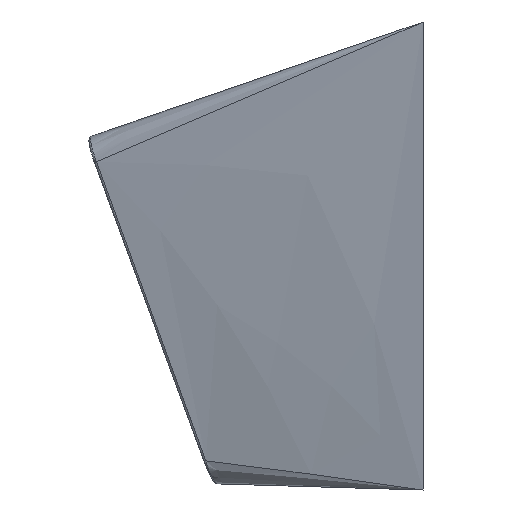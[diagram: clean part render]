
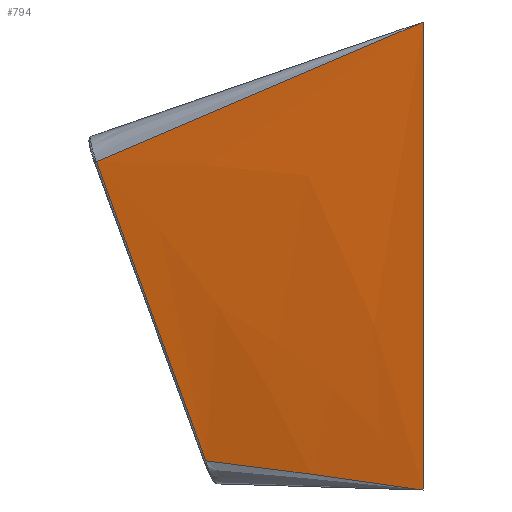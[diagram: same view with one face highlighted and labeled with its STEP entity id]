
A CAD part, left-side view. The second image highlights one B-rep face of the part: STEP entity #794.
In plain terms, the highlighted free-form (B-spline) face has degree [3, 1] with [6, 2] control points.
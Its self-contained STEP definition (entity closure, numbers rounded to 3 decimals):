
#7 = CARTESIAN_POINT ( 'NONE',  ( 1.849, 8.955, 14.196 ) ) ;
#21 = CARTESIAN_POINT ( 'NONE',  ( 2.631, 12.563, 12.625 ) ) ;
#27 = CARTESIAN_POINT ( 'NONE',  ( 0., 0., 18. ) ) ;
#42 = CARTESIAN_POINT ( 'NONE',  ( 0., 0., 0. ) ) ;
#62 = CARTESIAN_POINT ( 'NONE',  ( 2.65, 8.12, 0.241 ) ) ;
#154 = EDGE_CURVE ( 'NONE', #297, #457, #1675, .T. ) ;
#172 = B_SPLINE_SURFACE_WITH_KNOTS ( 'NONE', 3, 1, ( 
 ( #1295, #62 ),
 ( #202, #487 ),
 ( #493, #1446 ),
 ( #621, #774 ),
 ( #927, #1192 ),
 ( #383, #1318 ) ),
 .UNSPECIFIED., .F., .F., .F.,
 ( 4, 2, 4 ),
 ( 2, 2 ),
 ( 0., 0.5, 1. ),
 ( 0., 1. ),
 .UNSPECIFIED. ) ;
#202 = CARTESIAN_POINT ( 'NONE',  ( 0., 0., 3. ) ) ;
#269 = ORIENTED_EDGE ( 'NONE', *, *, #1530, .T. ) ;
#285 = B_SPLINE_CURVE_WITH_KNOTS ( 'NONE', 3,
 ( #1243, #1730, #689, #1752 ),
 .UNSPECIFIED., .F., .F.,
 ( 4, 4 ),
 ( 0.011, 1. ),
 .UNSPECIFIED. ) ;
#297 = VERTEX_POINT ( 'NONE', #1574 ) ;
#360 = CARTESIAN_POINT ( 'NONE',  ( 2.623, 8.358, 1.123 ) ) ;
#383 = CARTESIAN_POINT ( 'NONE',  ( 0., 0., 18. ) ) ;
#434 = ORIENTED_EDGE ( 'NONE', *, *, #660, .T. ) ;
#457 = VERTEX_POINT ( 'NONE', #42 ) ;
#487 = CARTESIAN_POINT ( 'NONE',  ( 2.65, 8.932, 2.455 ) ) ;
#490 = CARTESIAN_POINT ( 'NONE',  ( 2.629, 11.16, 8.792 ) ) ;
#493 = CARTESIAN_POINT ( 'NONE',  ( 0., 0., 6. ) ) ;
#521 = ORIENTED_EDGE ( 'NONE', *, *, #1169, .T. ) ;
#530 = B_SPLINE_CURVE_WITH_KNOTS ( 'NONE', 3,
 ( #1303, #884, #490, #910, #934, #1066, #1482 ),
 .UNSPECIFIED., .F., .F.,
 ( 4, 3, 4 ),
 ( 0., 0.006, 0.012 ),
 .UNSPECIFIED. ) ;
#561 = CARTESIAN_POINT ( 'NONE',  ( 0.972, 4.766, 15.989 ) ) ;
#621 = CARTESIAN_POINT ( 'NONE',  ( 0., 0., 12. ) ) ;
#633 = B_SPLINE_CURVE_WITH_KNOTS ( 'NONE', 3,
 ( #27, #561, #7, #21 ),
 .UNSPECIFIED., .F., .F.,
 ( 4, 4 ),
 ( 0., 0.992 ),
 .UNSPECIFIED. ) ;
#660 = EDGE_CURVE ( 'NONE', #1308, #746, #530, .T. ) ;
#689 = CARTESIAN_POINT ( 'NONE',  ( 0.965, 2.958, 0.436 ) ) ;
#739 = CARTESIAN_POINT ( 'NONE',  ( 0., 0., 18. ) ) ;
#746 = VERTEX_POINT ( 'NONE', #360 ) ;
#774 = CARTESIAN_POINT ( 'NONE',  ( 2.65, 11.369, 9.097 ) ) ;
#794 = ADVANCED_FACE ( 'NONE', ( #1499 ), #172, .T. ) ;
#884 = CARTESIAN_POINT ( 'NONE',  ( 2.63, 11.862, 10.708 ) ) ;
#910 = CARTESIAN_POINT ( 'NONE',  ( 2.628, 10.459, 6.875 ) ) ;
#927 = CARTESIAN_POINT ( 'NONE',  ( 0., 0., 15. ) ) ;
#934 = CARTESIAN_POINT ( 'NONE',  ( 2.627, 9.758, 4.958 ) ) ;
#1066 = CARTESIAN_POINT ( 'NONE',  ( 2.625, 9.058, 3.04 ) ) ;
#1083 = ORIENTED_EDGE ( 'NONE', *, *, #154, .F. ) ;
#1169 = EDGE_CURVE ( 'NONE', #297, #1308, #633, .T. ) ;
#1192 = CARTESIAN_POINT ( 'NONE',  ( 2.65, 12.182, 11.312 ) ) ;
#1243 = CARTESIAN_POINT ( 'NONE',  ( 2.623, 8.358, 1.123 ) ) ;
#1272 = DIRECTION ( 'NONE',  ( 0., 0., -1. ) ) ;
#1295 = CARTESIAN_POINT ( 'NONE',  ( 0., 0., 0. ) ) ;
#1303 = CARTESIAN_POINT ( 'NONE',  ( 2.631, 12.563, 12.625 ) ) ;
#1308 = VERTEX_POINT ( 'NONE', #1369 ) ;
#1318 = CARTESIAN_POINT ( 'NONE',  ( 2.65, 12.994, 13.526 ) ) ;
#1358 = EDGE_LOOP ( 'NONE', ( #521, #434, #269, #1083 ) ) ;
#1368 = VECTOR ( 'NONE', #1272, 1000. ) ;
#1369 = CARTESIAN_POINT ( 'NONE',  ( 2.631, 12.563, 12.625 ) ) ;
#1446 = CARTESIAN_POINT ( 'NONE',  ( 2.65, 9.745, 4.669 ) ) ;
#1482 = CARTESIAN_POINT ( 'NONE',  ( 2.623, 8.358, 1.123 ) ) ;
#1499 = FACE_OUTER_BOUND ( 'NONE', #1358, .T. ) ;
#1530 = EDGE_CURVE ( 'NONE', #746, #457, #285, .T. ) ;
#1574 = CARTESIAN_POINT ( 'NONE',  ( 0., 0., 18. ) ) ;
#1675 = LINE ( 'NONE', #739, #1368 ) ;
#1730 = CARTESIAN_POINT ( 'NONE',  ( 1.84, 5.742, 0.812 ) ) ;
#1752 = CARTESIAN_POINT ( 'NONE',  ( 0., 0., 0. ) ) ;
